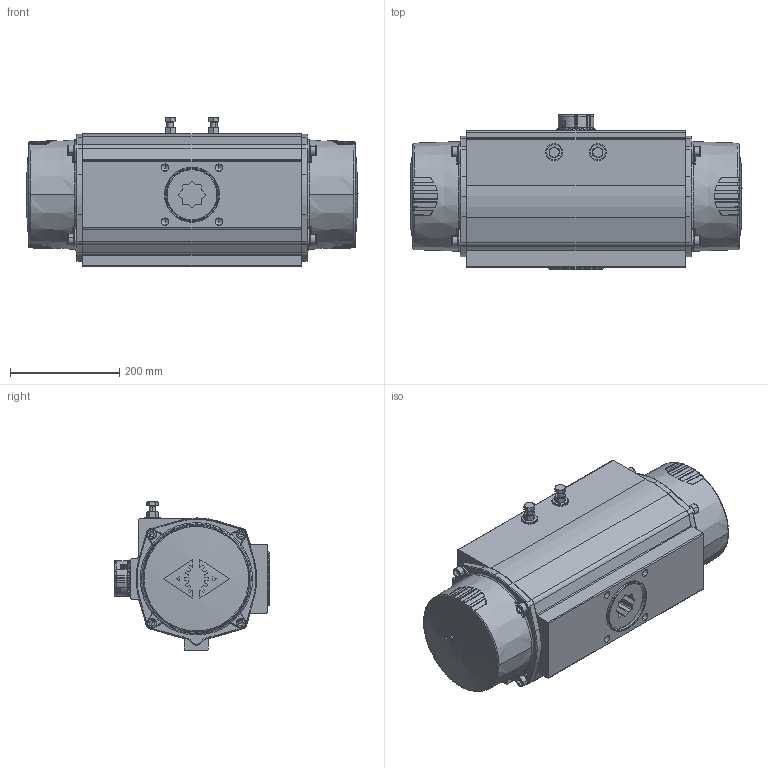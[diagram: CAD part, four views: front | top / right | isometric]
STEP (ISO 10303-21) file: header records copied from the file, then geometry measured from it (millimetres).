
FILE_DESCRIPTION (( 'STEP AP214' ), '1' );
FILE_NAME ('ASR1750.STEP', '2011-12-07T11:40:49', ( 'ossuin - p' ), ( 'Ossuin' ), 'SwSTEP 2.0', 'SolidWorks 2010', '' );
FILE_SCHEMA (( 'AUTOMOTIVE_DESIGN' ));
Length unit declared in the file: millimetre
Products named in the file (10): T1750; Washer DIN 125 - A 15_Washer DIN 125 - A 15; Hexagon Nut ISO - 4032 - M12 - D - C_Hexagon Nut ISO - 4032 - M12 - D - C; ISO 4014 - M12 x 50 x 50-C_ISO 4014 - M12 x 50 x 50-C; Tapon ﾘ65; E1750N; DIN 912 M12 x 35 --- 35C_Default; CR1200; C1750; ASR1750
Assembly tree (20 placements, depth 2):
  ASR1750
    Tapon ﾘ65
    E1750N
    C1750
    ISO 4014 - M12 x 50 x 50-C_ISO 4014 - M12 x 50 x 50-C  x2
    CR1200
    DIN 912 M12 x 35 --- 35C_Default  x8
    Hexagon Nut ISO - 4032 - M12 - D - C_Hexagon Nut ISO - 4032 - M12 - D - C  x2
    T1750  x2
    Washer DIN 125 - A 15_Washer DIN 125 - A 15  x2
Bounding box: 608.76 x 284.28 x 272 mm (x, y, z)
Volume: 7638886 mm3; surface area: 1343010.2 mm2
Topology: 33 solids, 33 shells, 3729 faces, 9871 edges, 6196 vertices
Faces by surface type: plane 1341, cylinder 1301, bspline 563, cone 292, torus 172, sphere 60
Entity records: 143651 total; most frequent: CARTESIAN_POINT 53489, ORIENTED_EDGE 15628, DIRECTION 14070, EDGE_CURVE 7814, AXIS2_PLACEMENT_3D 5258, VERTEX_POINT 4990, VECTOR 3554, LINE 3554
